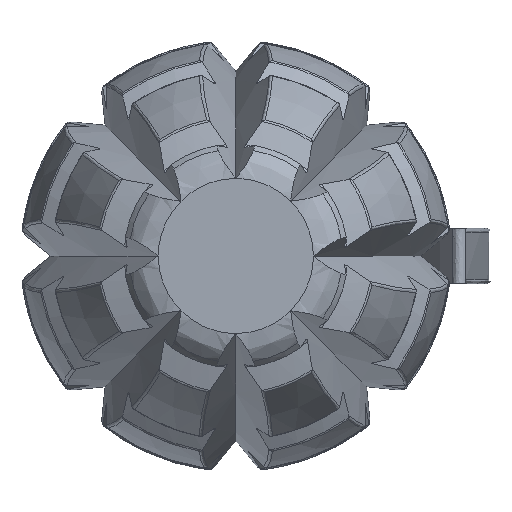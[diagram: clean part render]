
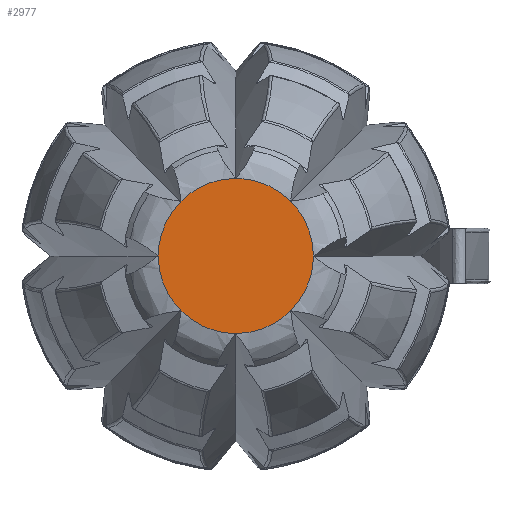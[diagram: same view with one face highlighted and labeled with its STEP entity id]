
A CAD part, front view. The second image highlights one B-rep face of the part: STEP entity #2977.
In plain terms, the highlighted free-form (B-spline) face has degree [1, 1] with [2, 2] control points.
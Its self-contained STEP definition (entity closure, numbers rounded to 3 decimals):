
#234 = VERTEX_POINT('',#235);
#235 = CARTESIAN_POINT('',(74.5,32.394,
    193.587));
#2942 = VERTEX_POINT('',#2943);
#2943 = CARTESIAN_POINT('',(68.276,32.394,
    208.614));
#2960 = EDGE_CURVE('',#234,#2942,#2961,.T.);
#2961 = ( BOUNDED_CURVE() B_SPLINE_CURVE(2,(#2962,#2963,#2964),
.UNSPECIFIED.,.F.,.F.) B_SPLINE_CURVE_WITH_KNOTS((3,3),(1.571,
2.356),.PIECEWISE_BEZIER_KNOTS.) CURVE() 
GEOMETRIC_REPRESENTATION_ITEM() RATIONAL_B_SPLINE_CURVE((1.,
0.924,1.)) REPRESENTATION_ITEM('') );
#2962 = CARTESIAN_POINT('',(74.5,32.394,
    193.587));
#2963 = CARTESIAN_POINT('',(74.5,32.394,
    202.39));
#2964 = CARTESIAN_POINT('',(68.276,32.394,
    208.614));
#2977 = ADVANCED_FACE('',(#2978),#3035,.F.);
#2978 = FACE_BOUND('',#2979,.T.);
#2979 = EDGE_LOOP('',(#2980,#2981,#2989,#2997,#3005,#3013,#3021,#3029));
#2980 = ORIENTED_EDGE('',*,*,#2960,.T.);
#2981 = ORIENTED_EDGE('',*,*,#2982,.T.);
#2982 = EDGE_CURVE('',#2942,#2983,#2985,.T.);
#2983 = VERTEX_POINT('',#2984);
#2984 = CARTESIAN_POINT('',(53.25,32.394,
    214.838));
#2985 = ( BOUNDED_CURVE() B_SPLINE_CURVE(2,(#2986,#2987,#2988),
.UNSPECIFIED.,.F.,.F.) B_SPLINE_CURVE_WITH_KNOTS((3,3),(2.356,
3.142),.PIECEWISE_BEZIER_KNOTS.) CURVE() 
GEOMETRIC_REPRESENTATION_ITEM() RATIONAL_B_SPLINE_CURVE((1.,
0.924,1.)) REPRESENTATION_ITEM('') );
#2986 = CARTESIAN_POINT('',(68.276,32.394,
    208.614));
#2987 = CARTESIAN_POINT('',(62.052,32.394,
    214.838));
#2988 = CARTESIAN_POINT('',(53.25,32.394,
    214.838));
#2989 = ORIENTED_EDGE('',*,*,#2990,.T.);
#2990 = EDGE_CURVE('',#2983,#2991,#2993,.T.);
#2991 = VERTEX_POINT('',#2992);
#2992 = CARTESIAN_POINT('',(38.223,32.394,
    208.614));
#2993 = ( BOUNDED_CURVE() B_SPLINE_CURVE(2,(#2994,#2995,#2996),
.UNSPECIFIED.,.F.,.F.) B_SPLINE_CURVE_WITH_KNOTS((3,3),(3.142,
3.927),.PIECEWISE_BEZIER_KNOTS.) CURVE() 
GEOMETRIC_REPRESENTATION_ITEM() RATIONAL_B_SPLINE_CURVE((1.,
0.924,1.)) REPRESENTATION_ITEM('') );
#2994 = CARTESIAN_POINT('',(53.25,32.394,
    214.838));
#2995 = CARTESIAN_POINT('',(44.448,32.394,
    214.838));
#2996 = CARTESIAN_POINT('',(38.223,32.394,
    208.614));
#2997 = ORIENTED_EDGE('',*,*,#2998,.T.);
#2998 = EDGE_CURVE('',#2991,#2999,#3001,.T.);
#2999 = VERTEX_POINT('',#3000);
#3000 = CARTESIAN_POINT('',(31.999,32.394,
    193.587));
#3001 = ( BOUNDED_CURVE() B_SPLINE_CURVE(2,(#3002,#3003,#3004),
.UNSPECIFIED.,.F.,.F.) B_SPLINE_CURVE_WITH_KNOTS((3,3),(3.927,
4.712),.PIECEWISE_BEZIER_KNOTS.) CURVE() 
GEOMETRIC_REPRESENTATION_ITEM() RATIONAL_B_SPLINE_CURVE((1.,
0.924,1.)) REPRESENTATION_ITEM('') );
#3002 = CARTESIAN_POINT('',(38.223,32.394,
    208.614));
#3003 = CARTESIAN_POINT('',(31.999,32.394,
    202.39));
#3004 = CARTESIAN_POINT('',(31.999,32.394,
    193.587));
#3005 = ORIENTED_EDGE('',*,*,#3006,.T.);
#3006 = EDGE_CURVE('',#2999,#3007,#3009,.T.);
#3007 = VERTEX_POINT('',#3008);
#3008 = CARTESIAN_POINT('',(38.223,32.394,
    178.561));
#3009 = ( BOUNDED_CURVE() B_SPLINE_CURVE(2,(#3010,#3011,#3012),
.UNSPECIFIED.,.F.,.F.) B_SPLINE_CURVE_WITH_KNOTS((3,3),(4.712,
5.498),.PIECEWISE_BEZIER_KNOTS.) CURVE() 
GEOMETRIC_REPRESENTATION_ITEM() RATIONAL_B_SPLINE_CURVE((1.,
0.924,1.)) REPRESENTATION_ITEM('') );
#3010 = CARTESIAN_POINT('',(31.999,32.394,
    193.587));
#3011 = CARTESIAN_POINT('',(31.999,32.394,
    184.785));
#3012 = CARTESIAN_POINT('',(38.223,32.394,
    178.561));
#3013 = ORIENTED_EDGE('',*,*,#3014,.T.);
#3014 = EDGE_CURVE('',#3007,#3015,#3017,.T.);
#3015 = VERTEX_POINT('',#3016);
#3016 = CARTESIAN_POINT('',(53.25,32.394,
    172.337));
#3017 = ( BOUNDED_CURVE() B_SPLINE_CURVE(2,(#3018,#3019,#3020),
.UNSPECIFIED.,.F.,.F.) B_SPLINE_CURVE_WITH_KNOTS((3,3),(5.498,
6.283),.PIECEWISE_BEZIER_KNOTS.) CURVE() 
GEOMETRIC_REPRESENTATION_ITEM() RATIONAL_B_SPLINE_CURVE((1.,
0.924,1.)) REPRESENTATION_ITEM('') );
#3018 = CARTESIAN_POINT('',(38.223,32.394,
    178.561));
#3019 = CARTESIAN_POINT('',(44.448,32.394,
    172.337));
#3020 = CARTESIAN_POINT('',(53.25,32.394,
    172.337));
#3021 = ORIENTED_EDGE('',*,*,#3022,.T.);
#3022 = EDGE_CURVE('',#3015,#3023,#3025,.T.);
#3023 = VERTEX_POINT('',#3024);
#3024 = CARTESIAN_POINT('',(68.276,32.394,
    178.561));
#3025 = ( BOUNDED_CURVE() B_SPLINE_CURVE(2,(#3026,#3027,#3028),
.UNSPECIFIED.,.F.,.F.) B_SPLINE_CURVE_WITH_KNOTS((3,3),(0.,
0.785),.PIECEWISE_BEZIER_KNOTS.) CURVE() 
GEOMETRIC_REPRESENTATION_ITEM() RATIONAL_B_SPLINE_CURVE((1.,
0.924,1.)) REPRESENTATION_ITEM('') );
#3026 = CARTESIAN_POINT('',(53.25,32.394,
    172.337));
#3027 = CARTESIAN_POINT('',(62.052,32.394,
    172.337));
#3028 = CARTESIAN_POINT('',(68.276,32.394,
    178.561));
#3029 = ORIENTED_EDGE('',*,*,#3030,.T.);
#3030 = EDGE_CURVE('',#3023,#234,#3031,.T.);
#3031 = ( BOUNDED_CURVE() B_SPLINE_CURVE(2,(#3032,#3033,#3034),
.UNSPECIFIED.,.F.,.F.) B_SPLINE_CURVE_WITH_KNOTS((3,3),(0.785,
1.571),.PIECEWISE_BEZIER_KNOTS.) CURVE() 
GEOMETRIC_REPRESENTATION_ITEM() RATIONAL_B_SPLINE_CURVE((1.,
0.924,1.)) REPRESENTATION_ITEM('') );
#3032 = CARTESIAN_POINT('',(68.276,32.394,
    178.561));
#3033 = CARTESIAN_POINT('',(74.5,32.394,
    184.785));
#3034 = CARTESIAN_POINT('',(74.5,32.394,
    193.587));
#3035 = B_SPLINE_SURFACE_WITH_KNOTS('',1,1,(
    (#3036,#3037)
    ,(#3038,#3039
    )),.UNSPECIFIED.,.F.,.F.,.F.,(2,2),(2,2),(-21.018,
    21.018),(0.,42.035),.PIECEWISE_BEZIER_KNOTS.);
#3036 = CARTESIAN_POINT('',(31.999,32.394,
    172.337));
#3037 = CARTESIAN_POINT('',(74.5,32.394,
    172.337));
#3038 = CARTESIAN_POINT('',(31.999,32.394,
    214.838));
#3039 = CARTESIAN_POINT('',(74.5,32.394,
    214.838));
